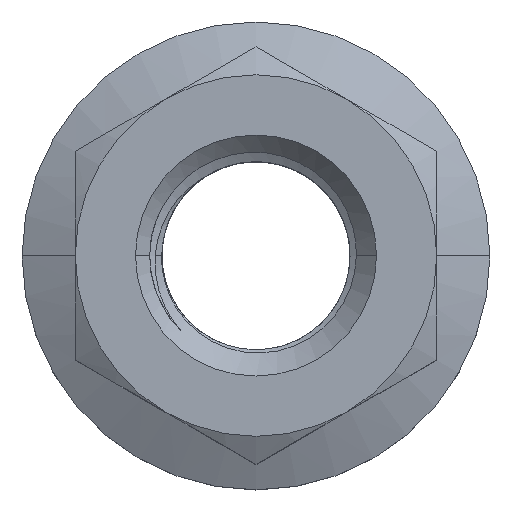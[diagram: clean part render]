
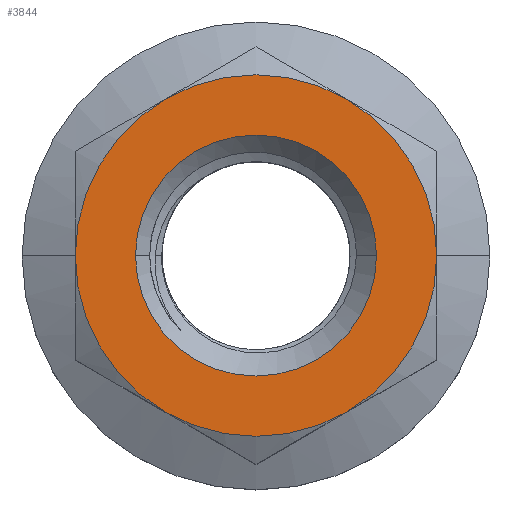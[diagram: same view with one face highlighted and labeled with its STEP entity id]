
A CAD part, top view. The second image highlights one B-rep face of the part: STEP entity #3844.
In plain terms, the highlighted planar face has unit normal (0, 0, 1).
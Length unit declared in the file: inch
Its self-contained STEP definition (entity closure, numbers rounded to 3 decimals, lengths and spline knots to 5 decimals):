
#33 = CIRCLE ( 'NONE', #1060, 0.35417 ) ;
#58 = CIRCLE ( 'NONE', #433, 0.53125 ) ;
#88 = CIRCLE ( 'NONE', #356, 0.53125 ) ;
#97 = EDGE_CURVE ( 'NONE', #1292, #2889, #58, .T. ) ;
#102 = ORIENTED_EDGE ( 'NONE', *, *, #3187, .T. ) ;
#185 = CIRCLE ( 'NONE', #4234, 0.35417 ) ;
#255 = DIRECTION ( 'NONE',  ( 1., 0., 0. ) ) ;
#315 = EDGE_CURVE ( 'NONE', #1302, #2852, #1209, .T. ) ;
#356 = AXIS2_PLACEMENT_3D ( 'NONE', #1574, #3210, #1609 ) ;
#398 = EDGE_LOOP ( 'NONE', ( #614, #2254 ) ) ;
#433 = AXIS2_PLACEMENT_3D ( 'NONE', #3352, #1384, #3685 ) ;
#470 = DIRECTION ( 'NONE',  ( 0., 0., 1. ) ) ;
#504 = AXIS2_PLACEMENT_3D ( 'NONE', #1814, #3468, #1752 ) ;
#609 = CARTESIAN_POINT ( 'NONE',  ( -0.26563, 0.46008, 0.40625 ) ) ;
#614 = ORIENTED_EDGE ( 'NONE', *, *, #3209, .T. ) ;
#623 = CARTESIAN_POINT ( 'NONE',  ( -0.26563, -0.46008, 0.40625 ) ) ;
#647 = DIRECTION ( 'NONE',  ( 0., 0., -1. ) ) ;
#976 = DIRECTION ( 'NONE',  ( 0., 0., 1. ) ) ;
#1060 = AXIS2_PLACEMENT_3D ( 'NONE', #3485, #1211, #3512 ) ;
#1138 = CIRCLE ( 'NONE', #3798, 0.53125 ) ;
#1163 = ORIENTED_EDGE ( 'NONE', *, *, #1331, .T. ) ;
#1209 = CIRCLE ( 'NONE', #3896, 0.53125 ) ;
#1211 = DIRECTION ( 'NONE',  ( 0., 0., -1. ) ) ;
#1284 = ORIENTED_EDGE ( 'NONE', *, *, #315, .T. ) ;
#1292 = VERTEX_POINT ( 'NONE', #1759 ) ;
#1302 = VERTEX_POINT ( 'NONE', #623 ) ;
#1331 = EDGE_CURVE ( 'NONE', #2852, #1292, #2078, .T. ) ;
#1376 = ORIENTED_EDGE ( 'NONE', *, *, #97, .T. ) ;
#1384 = DIRECTION ( 'NONE',  ( 0., 0., 1. ) ) ;
#1411 = DIRECTION ( 'NONE',  ( 0., 0., 1. ) ) ;
#1446 = VERTEX_POINT ( 'NONE', #609 ) ;
#1551 = CIRCLE ( 'NONE', #504, 0.53125 ) ;
#1573 = VERTEX_POINT ( 'NONE', #2651 ) ;
#1574 = CARTESIAN_POINT ( 'NONE',  ( 0., 0., 0.40625 ) ) ;
#1609 = DIRECTION ( 'NONE',  ( 1., 0., 0. ) ) ;
#1752 = DIRECTION ( 'NONE',  ( 1., 0., 0. ) ) ;
#1759 = CARTESIAN_POINT ( 'NONE',  ( 0.53125, 0., 0.40625 ) ) ;
#1775 = DIRECTION ( 'NONE',  ( 1., 0., 0. ) ) ;
#1814 = CARTESIAN_POINT ( 'NONE',  ( 0., 0., 0.40625 ) ) ;
#1871 = EDGE_CURVE ( 'NONE', #2567, #1302, #1551, .T. ) ;
#1892 = ORIENTED_EDGE ( 'NONE', *, *, #3011, .T. ) ;
#2059 = CARTESIAN_POINT ( 'NONE',  ( 0.35417, 0., 0.40625 ) ) ;
#2078 = CIRCLE ( 'NONE', #2393, 0.53125 ) ;
#2083 = CARTESIAN_POINT ( 'NONE',  ( 0., 0., 0.40625 ) ) ;
#2202 = AXIS2_PLACEMENT_3D ( 'NONE', #2083, #470, #1775 ) ;
#2254 = ORIENTED_EDGE ( 'NONE', *, *, #3094, .T. ) ;
#2393 = AXIS2_PLACEMENT_3D ( 'NONE', #3928, #3223, #2936 ) ;
#2431 = ORIENTED_EDGE ( 'NONE', *, *, #1871, .T. ) ;
#2567 = VERTEX_POINT ( 'NONE', #4043 ) ;
#2586 = DIRECTION ( 'NONE',  ( 1., 0., 0. ) ) ;
#2651 = CARTESIAN_POINT ( 'NONE',  ( -0.35417, 0., 0.40625 ) ) ;
#2852 = VERTEX_POINT ( 'NONE', #4181 ) ;
#2889 = VERTEX_POINT ( 'NONE', #3161 ) ;
#2936 = DIRECTION ( 'NONE',  ( 1., 0., 0. ) ) ;
#3011 = EDGE_CURVE ( 'NONE', #2889, #1446, #88, .T. ) ;
#3094 = EDGE_CURVE ( 'NONE', #1573, #3516, #33, .T. ) ;
#3161 = CARTESIAN_POINT ( 'NONE',  ( 0.26563, 0.46008, 0.40625 ) ) ;
#3187 = EDGE_CURVE ( 'NONE', #1446, #2567, #1138, .T. ) ;
#3209 = EDGE_CURVE ( 'NONE', #3516, #1573, #185, .T. ) ;
#3210 = DIRECTION ( 'NONE',  ( 0., 0., 1. ) ) ;
#3223 = DIRECTION ( 'NONE',  ( 0., 0., 1. ) ) ;
#3352 = CARTESIAN_POINT ( 'NONE',  ( 0., 0., 0.40625 ) ) ;
#3387 = DIRECTION ( 'NONE',  ( 1., 0., 0. ) ) ;
#3397 = FACE_OUTER_BOUND ( 'NONE', #4249, .T. ) ;
#3404 = CARTESIAN_POINT ( 'NONE',  ( 0., 0., 0.40625 ) ) ;
#3417 = PLANE ( 'NONE',  #2202 ) ;
#3468 = DIRECTION ( 'NONE',  ( 0., 0., 1. ) ) ;
#3485 = CARTESIAN_POINT ( 'NONE',  ( 0., 0., 0.40625 ) ) ;
#3512 = DIRECTION ( 'NONE',  ( 1., 0., 0. ) ) ;
#3516 = VERTEX_POINT ( 'NONE', #2059 ) ;
#3553 = CARTESIAN_POINT ( 'NONE',  ( 0., 0., 0.40625 ) ) ;
#3569 = CARTESIAN_POINT ( 'NONE',  ( 0., 0., 0.40625 ) ) ;
#3685 = DIRECTION ( 'NONE',  ( 1., 0., 0. ) ) ;
#3798 = AXIS2_PLACEMENT_3D ( 'NONE', #3569, #976, #255 ) ;
#3844 = ADVANCED_FACE ( 'NONE', ( #3966, #3397 ), #3417, .T. ) ;
#3896 = AXIS2_PLACEMENT_3D ( 'NONE', #3404, #1411, #3387 ) ;
#3928 = CARTESIAN_POINT ( 'NONE',  ( 0., 0., 0.40625 ) ) ;
#3966 = FACE_BOUND ( 'NONE', #398, .T. ) ;
#4043 = CARTESIAN_POINT ( 'NONE',  ( -0.53125, 0., 0.40625 ) ) ;
#4181 = CARTESIAN_POINT ( 'NONE',  ( 0.26563, -0.46008, 0.40625 ) ) ;
#4234 = AXIS2_PLACEMENT_3D ( 'NONE', #3553, #647, #2586 ) ;
#4249 = EDGE_LOOP ( 'NONE', ( #1163, #1376, #1892, #102, #2431, #1284 ) ) ;
